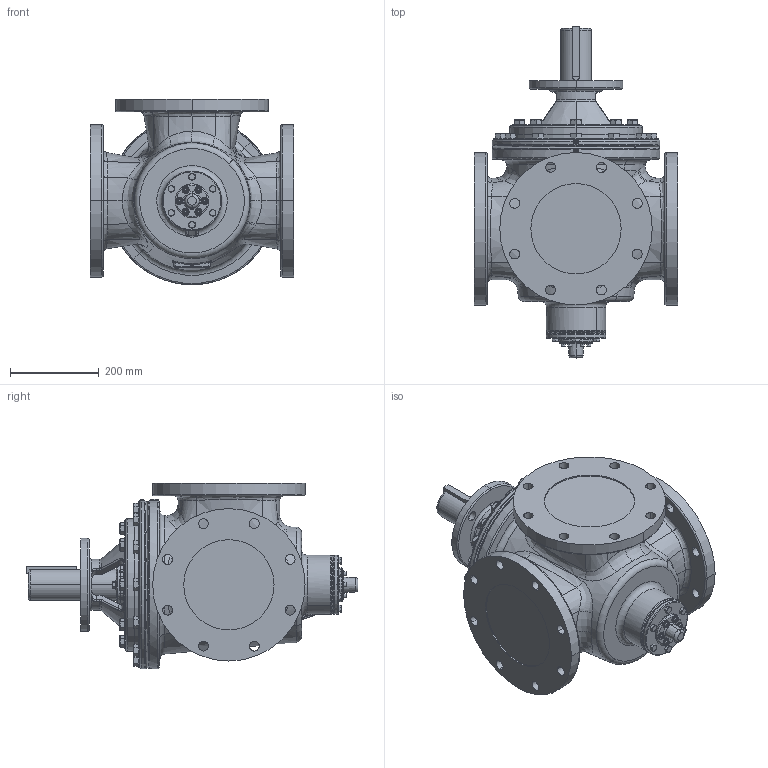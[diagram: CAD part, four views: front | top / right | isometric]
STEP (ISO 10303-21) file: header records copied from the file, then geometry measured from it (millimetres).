
FILE_DESCRIPTION((''),'2;1');
FILE_NAME('5508_SW0001','2023-09-13T10:13:36',('jlesh'),(''),'CREO PARAMETRIC BY PTC INC, 2023072','CREO PARAMETRIC BY PTC INC, 2023072','');
FILE_SCHEMA(('AUTOMOTIVE_DESIGN { 1 0 10303 214 1 1 1 1 }'));
Products named in the file (1): 5508_SW0001
Bounding box: 457.2 x 746.9 x 417.51 mm (x, y, z)
Volume: 46699125.9 mm3; surface area: 1451627.1 mm2
Topology: 1 solids, 3 shells, 1309 faces, 3063 edges, 1861 vertices
Faces by surface type: plane 412, cylinder 274, cone 222, bspline 214, torus 175, sphere 12
Entity records: 64144 total; most frequent: CARTESIAN_POINT 29436, ORIENTED_EDGE 6114, DIRECTION 5817, EDGE_CURVE 3057, AXIS2_PLACEMENT_3D 2436, VERTEX_POINT 1861, EDGE_LOOP 1490, CIRCLE 1341
